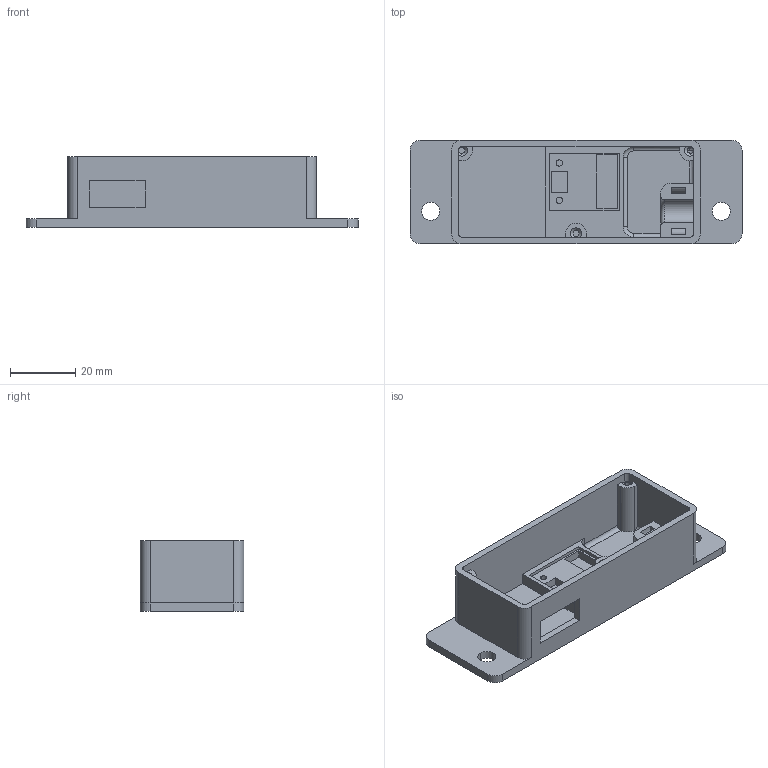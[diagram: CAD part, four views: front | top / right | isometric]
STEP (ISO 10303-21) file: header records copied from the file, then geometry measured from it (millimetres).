
FILE_DESCRIPTION (( 'STEP AP214' ), '1' );
FILE_NAME ('Thermocouple Conditioner Case.STEP', '2026-02-10T03:41:45', ( '' ), ( '' ), 'SwSTEP 2.0', 'SolidWorks 2019', '' );
FILE_SCHEMA (( 'AUTOMOTIVE_DESIGN' ));
Length unit declared in the file: inch
Products named in the file (1): Thermocouple Conditioner Case
Bounding box: 101.6 x 31.75 x 21.59 mm (x, y, z)
Volume: 18605.2 mm3; surface area: 15497.2 mm2
Topology: 1 solids, 1 shells, 112 faces, 299 edges, 193 vertices
Faces by surface type: plane 58, cylinder 42, cone 6, torus 5, bspline 1
Entity records: 3616 total; most frequent: CARTESIAN_POINT 716, DIRECTION 601, ORIENTED_EDGE 596, EDGE_CURVE 298, AXIS2_PLACEMENT_3D 206, VERTEX_POINT 193, VECTOR 189, LINE 189
